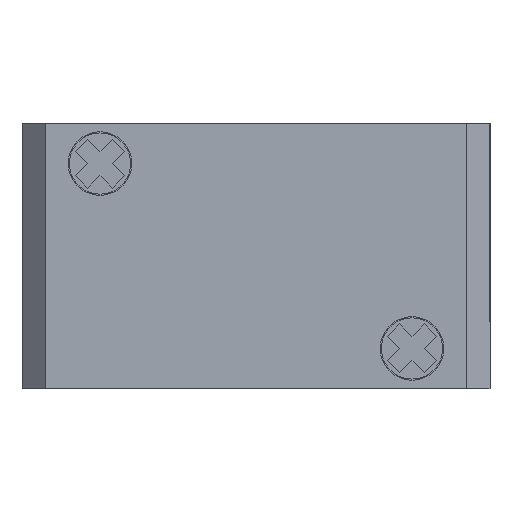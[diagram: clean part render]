
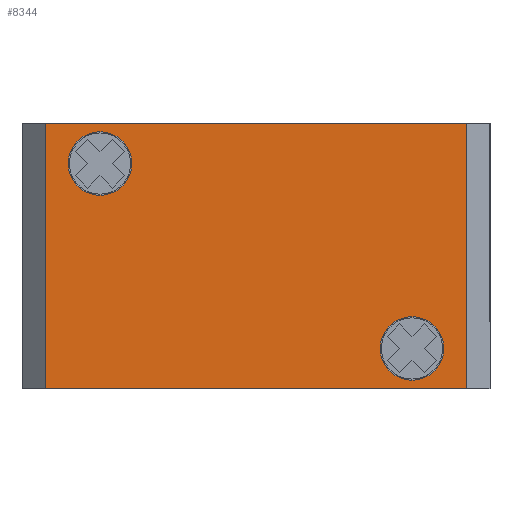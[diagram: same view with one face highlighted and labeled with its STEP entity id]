
A CAD part, left-side view. The second image highlights one B-rep face of the part: STEP entity #8344.
In plain terms, the highlighted face is planar.
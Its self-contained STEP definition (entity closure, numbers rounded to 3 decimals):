
#413 = VERTEX_POINT ( 'NONE', #633 ) ;
#431 = VERTEX_POINT ( 'NONE', #651 ) ;
#633 = CARTESIAN_POINT ( 'NONE',  ( 5.25, 13.5, 0. ) ) ;
#651 = CARTESIAN_POINT ( 'NONE',  ( 10.75, 13.5, 0. ) ) ;
#1113 = AXIS2_PLACEMENT_3D ( 'NONE', #2874, #2875, #2876 ) ;
#1114 = AXIS2_PLACEMENT_3D ( 'NONE', #9863, #9864, #9865 ) ;
#1396 = PLANE ( 'NONE',  #1591 ) ;
#1397 = CARTESIAN_POINT ( 'NONE',  ( -11.5, 20.25, 0. ) ) ;
#1399 = DIRECTION ( 'NONE',  ( 0., 0., 1. ) ) ;
#1401 = DIRECTION ( 'NONE',  ( 1., 0., 0. ) ) ;
#1591 = AXIS2_PLACEMENT_3D ( 'NONE', #1397, #1399, #1401 ) ;
#2216 = VERTEX_POINT ( 'NONE', #3437 ) ;
#2218 = VERTEX_POINT ( 'NONE', #3439 ) ;
#2716 = CARTESIAN_POINT ( 'NONE',  ( 8., 13.5, 0. ) ) ;
#2717 = DIRECTION ( 'NONE',  ( 0., 0., 1. ) ) ;
#2718 = DIRECTION ( 'NONE',  ( 1., 0., 0. ) ) ;
#2749 = CARTESIAN_POINT ( 'NONE',  ( -8., -13.5, 0. ) ) ;
#2750 = DIRECTION ( 'NONE',  ( 0., 0., 1. ) ) ;
#2751 = DIRECTION ( 'NONE',  ( 1., 0., 0. ) ) ;
#2874 = CARTESIAN_POINT ( 'NONE',  ( -8., -13.5, 0. ) ) ;
#2875 = DIRECTION ( 'NONE',  ( 0., 0., 1. ) ) ;
#2876 = DIRECTION ( 'NONE',  ( 1., 0., 0. ) ) ;
#2885 = CARTESIAN_POINT ( 'NONE',  ( 11.5, 20.25, 0. ) ) ;
#2886 = DIRECTION ( 'NONE',  ( 0., 1., 0. ) ) ;
#2901 = CARTESIAN_POINT ( 'NONE',  ( -11.5, 20.25, 0. ) ) ;
#3437 = CARTESIAN_POINT ( 'NONE',  ( 11.5, 18.25, 0. ) ) ;
#3439 = CARTESIAN_POINT ( 'NONE',  ( 11.5, -18.25, 0. ) ) ;
#3827 = ORIENTED_EDGE ( 'NONE', *, *, #10377, .F. ) ;
#3828 = ORIENTED_EDGE ( 'NONE', *, *, #10289, .F. ) ;
#3829 = ORIENTED_EDGE ( 'NONE', *, *, #10360, .F. ) ;
#3830 = ORIENTED_EDGE ( 'NONE', *, *, #10301, .F. ) ;
#3831 = ORIENTED_EDGE ( 'NONE', *, *, #10373, .T. ) ;
#3832 = ORIENTED_EDGE ( 'NONE', *, *, #10378, .T. ) ;
#3833 = ORIENTED_EDGE ( 'NONE', *, *, #10365, .T. ) ;
#3834 = ORIENTED_EDGE ( 'NONE', *, *, #10379, .T. ) ;
#4157 = EDGE_LOOP ( 'NONE', ( #3827, #3828 ) ) ;
#4158 = EDGE_LOOP ( 'NONE', ( #3829, #3830 ) ) ;
#4159 = EDGE_LOOP ( 'NONE', ( #3831, #3832, #3833, #3834 ) ) ;
#4396 = VERTEX_POINT ( 'NONE', #4831 ) ;
#4397 = VERTEX_POINT ( 'NONE', #4832 ) ;
#4831 = CARTESIAN_POINT ( 'NONE',  ( -10.75, -13.5, 0. ) ) ;
#4832 = CARTESIAN_POINT ( 'NONE',  ( -5.25, -13.5, 0. ) ) ;
#5114 = AXIS2_PLACEMENT_3D ( 'NONE', #2716, #2717, #2718 ) ;
#5118 = AXIS2_PLACEMENT_3D ( 'NONE', #2749, #2750, #2751 ) ;
#5712 = CIRCLE ( 'NONE', #5114, 2.75 ) ;
#5730 = CIRCLE ( 'NONE', #5118, 2.75 ) ;
#5975 = FACE_BOUND ( 'NONE', #4157, .T. ) ;
#5976 = FACE_BOUND ( 'NONE', #4158, .T. ) ;
#5977 = FACE_OUTER_BOUND ( 'NONE', #4159, .T. ) ;
#7444 = VERTEX_POINT ( 'NONE', #8910 ) ;
#7445 = VERTEX_POINT ( 'NONE', #8911 ) ;
#8344 = ADVANCED_FACE ( 'NONE', ( #5975, #5976, #5977 ), #1396, .T. ) ;
#8910 = CARTESIAN_POINT ( 'NONE',  ( -11.5, 18.25, 0. ) ) ;
#8911 = CARTESIAN_POINT ( 'NONE',  ( -11.5, -18.25, 0. ) ) ;
#9098 = CIRCLE ( 'NONE', #1113, 2.75 ) ;
#9106 = LINE ( 'NONE', #2885, #9107 ) ;
#9107 = VECTOR ( 'NONE', #2886, 1000. ) ;
#9122 = LINE ( 'NONE', #2901, #9123 ) ;
#9123 = VECTOR ( 'NONE', #9856, 1000. ) ;
#9130 = LINE ( 'NONE', #9866, #9132 ) ;
#9131 = CIRCLE ( 'NONE', #1114, 2.75 ) ;
#9132 = VECTOR ( 'NONE', #9867, 1000. ) ;
#9133 = LINE ( 'NONE', #9868, #9134 ) ;
#9134 = VECTOR ( 'NONE', #9869, 1000. ) ;
#9856 = DIRECTION ( 'NONE',  ( 0., -1., 0. ) ) ;
#9863 = CARTESIAN_POINT ( 'NONE',  ( 8., 13.5, 0. ) ) ;
#9864 = DIRECTION ( 'NONE',  ( 0., 0., 1. ) ) ;
#9865 = DIRECTION ( 'NONE',  ( 1., 0., 0. ) ) ;
#9866 = CARTESIAN_POINT ( 'NONE',  ( -11.5, -18.25, 0. ) ) ;
#9867 = DIRECTION ( 'NONE',  ( 1., 0., 0. ) ) ;
#9868 = CARTESIAN_POINT ( 'NONE',  ( -11.5, 18.25, 0. ) ) ;
#9869 = DIRECTION ( 'NONE',  ( -1., 0., 0. ) ) ;
#10289 = EDGE_CURVE ( 'NONE', #413, #431, #5712, .T. ) ;
#10301 = EDGE_CURVE ( 'NONE', #4396, #4397, #5730, .T. ) ;
#10360 = EDGE_CURVE ( 'NONE', #4397, #4396, #9098, .T. ) ;
#10365 = EDGE_CURVE ( 'NONE', #2218, #2216, #9106, .T. ) ;
#10373 = EDGE_CURVE ( 'NONE', #7444, #7445, #9122, .T. ) ;
#10377 = EDGE_CURVE ( 'NONE', #431, #413, #9131, .T. ) ;
#10378 = EDGE_CURVE ( 'NONE', #7445, #2218, #9130, .T. ) ;
#10379 = EDGE_CURVE ( 'NONE', #2216, #7444, #9133, .T. ) ;
